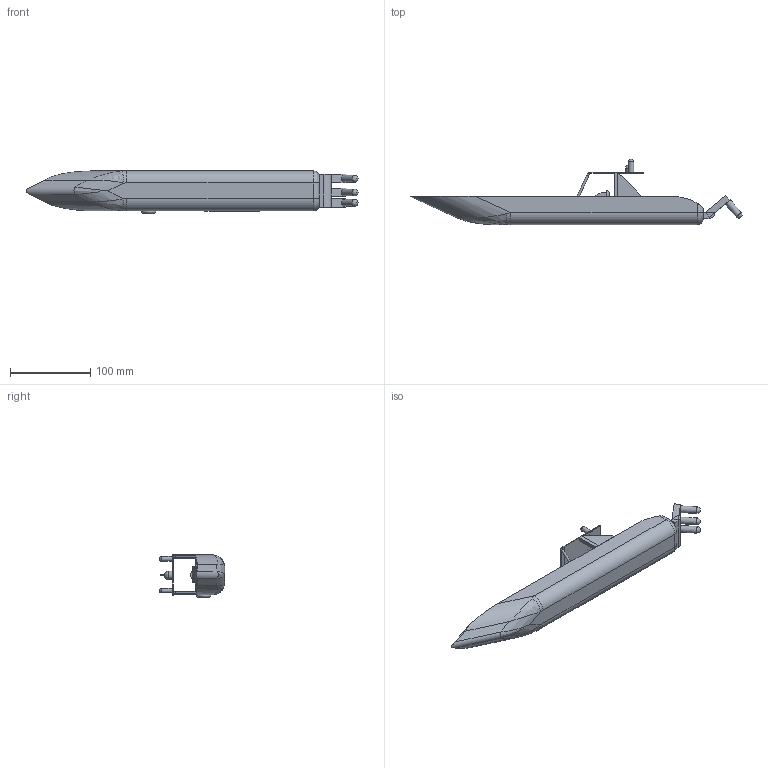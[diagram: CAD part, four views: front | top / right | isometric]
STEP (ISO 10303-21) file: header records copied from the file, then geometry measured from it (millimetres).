
FILE_DESCRIPTION(('FreeCAD Model'),'2;1');
FILE_NAME('Open CASCADE Shape Model','2025-05-05T08:27:56',('FreeCAD'),( 'FreeCAD'),'Open CASCADE STEP processor 7.6','FreeCAD','Unknown');
FILE_SCHEMA(('AUTOMOTIVE_DESIGN { 1 0 10303 214 1 1 1 1 }'));
Length unit declared in the file: millimetre
Products named in the file (1): Open CASCADE STEP translator 7.6 1
Bounding box: 413.01 x 81 x 52.47 mm (x, y, z)
Volume: 474800 mm3; surface area: 78183.3 mm2
Topology: 24 solids, 24 shells, 139 faces, 272 edges, 174 vertices
Faces by surface type: plane 94, cylinder 27, bspline 17, torus 1
Full cylindrical faces by diameter (mm): 1.065 x1, 2.684 x5, 5.665 x1, 6.372 x1, 8.435 x3, 10.351 x1
Entity records: 4101 total; most frequent: CARTESIAN_POINT 1286, DIRECTION 592, ORIENTED_EDGE 528, EDGE_CURVE 264, AXIS2_PLACEMENT_3D 211, VERTEX_POINT 174, LINE 170, VECTOR 170
